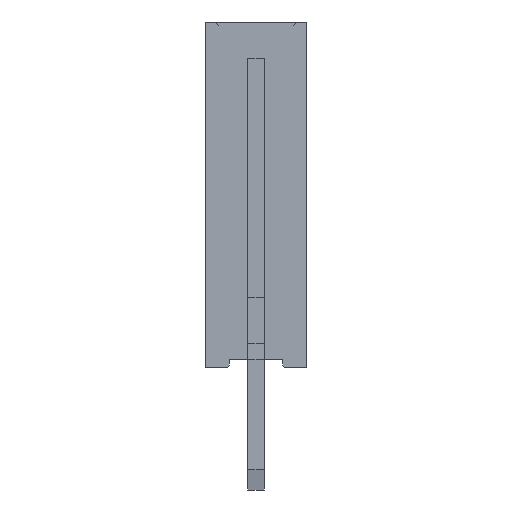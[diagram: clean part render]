
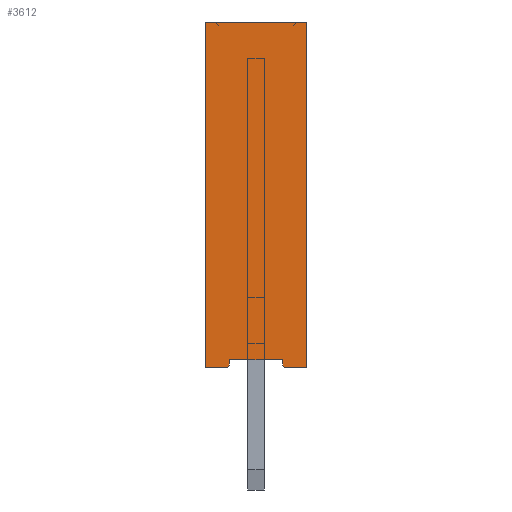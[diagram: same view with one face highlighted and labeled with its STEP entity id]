
A CAD part, front view. The second image highlights one B-rep face of the part: STEP entity #3612.
In plain terms, the highlighted planar face has unit normal (0, -1, 0).
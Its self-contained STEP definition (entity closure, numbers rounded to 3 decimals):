
#1064 = VERTEX_POINT('',#1065);
#1065 = CARTESIAN_POINT('',(-1.25,-85.09,0.));
#1071 = EDGE_CURVE('',#1072,#1064,#1074,.T.);
#1072 = VERTEX_POINT('',#1073);
#1073 = CARTESIAN_POINT('',(-0.75,-85.09,0.));
#1074 = LINE('',#1075,#1076);
#1075 = CARTESIAN_POINT('',(1.25,-85.09,0.));
#1076 = VECTOR('',#1077,1.);
#1077 = DIRECTION('',(-1.,0.,0.));
#1095 = EDGE_CURVE('',#1096,#1072,#1098,.T.);
#1096 = VERTEX_POINT('',#1097);
#1097 = CARTESIAN_POINT('',(-0.65,-85.09,0.1));
#1098 = CIRCLE('',#1099,0.1);
#1099 = AXIS2_PLACEMENT_3D('',#1100,#1101,#1102);
#1100 = CARTESIAN_POINT('',(-0.75,-85.09,0.1));
#1101 = DIRECTION('',(-0.,1.,0.));
#1102 = DIRECTION('',(1.,0.,0.));
#1120 = VERTEX_POINT('',#1121);
#1121 = CARTESIAN_POINT('',(-0.65,-85.09,0.2));
#1127 = EDGE_CURVE('',#1096,#1120,#1128,.T.);
#1128 = LINE('',#1129,#1130);
#1129 = CARTESIAN_POINT('',(-0.65,-85.09,0.1));
#1130 = VECTOR('',#1131,1.);
#1131 = DIRECTION('',(0.,0.,1.));
#1144 = VERTEX_POINT('',#1145);
#1145 = CARTESIAN_POINT('',(0.65,-85.09,0.2));
#1151 = EDGE_CURVE('',#1120,#1144,#1152,.T.);
#1152 = LINE('',#1153,#1154);
#1153 = CARTESIAN_POINT('',(0.95,-85.09,0.2));
#1154 = VECTOR('',#1155,1.);
#1155 = DIRECTION('',(1.,0.,0.));
#2324 = VERTEX_POINT('',#2325);
#2325 = CARTESIAN_POINT('',(0.65,-85.09,0.1));
#2331 = EDGE_CURVE('',#1144,#2324,#2332,.T.);
#2332 = LINE('',#2333,#2334);
#2333 = CARTESIAN_POINT('',(0.65,-85.09,0.05));
#2334 = VECTOR('',#2335,1.);
#2335 = DIRECTION('',(-0.,-0.,-1.));
#2348 = EDGE_CURVE('',#2349,#2324,#2351,.T.);
#2349 = VERTEX_POINT('',#2350);
#2350 = CARTESIAN_POINT('',(0.75,-85.09,0.));
#2351 = CIRCLE('',#2352,0.1);
#2352 = AXIS2_PLACEMENT_3D('',#2353,#2354,#2355);
#2353 = CARTESIAN_POINT('',(0.75,-85.09,0.1));
#2354 = DIRECTION('',(-0.,1.,0.));
#2355 = DIRECTION('',(1.,0.,0.));
#2373 = EDGE_CURVE('',#2374,#2349,#2376,.T.);
#2374 = VERTEX_POINT('',#2375);
#2375 = CARTESIAN_POINT('',(1.25,-85.09,0.));
#2376 = LINE('',#2377,#2378);
#2377 = CARTESIAN_POINT('',(1.25,-85.09,0.));
#2378 = VECTOR('',#2379,1.);
#2379 = DIRECTION('',(-1.,0.,0.));
#2397 = VERTEX_POINT('',#2398);
#2398 = CARTESIAN_POINT('',(1.25,-85.09,8.5));
#2404 = EDGE_CURVE('',#2374,#2397,#2405,.T.);
#2405 = LINE('',#2406,#2407);
#2406 = CARTESIAN_POINT('',(1.25,-85.09,0.));
#2407 = VECTOR('',#2408,1.);
#2408 = DIRECTION('',(0.,0.,1.));
#2421 = VERTEX_POINT('',#2422);
#2422 = CARTESIAN_POINT('',(-1.25,-85.09,8.5));
#2428 = EDGE_CURVE('',#2397,#2421,#2429,.T.);
#2429 = LINE('',#2430,#2431);
#2430 = CARTESIAN_POINT('',(1.25,-85.09,8.5));
#2431 = VECTOR('',#2432,1.);
#2432 = DIRECTION('',(-1.,0.,0.));
#3599 = EDGE_CURVE('',#1064,#2421,#3600,.T.);
#3600 = LINE('',#3601,#3602);
#3601 = CARTESIAN_POINT('',(-1.25,-85.09,0.));
#3602 = VECTOR('',#3603,1.);
#3603 = DIRECTION('',(0.,0.,1.));
#3612 = ADVANCED_FACE('',(#3613),#3625,.T.);
#3613 = FACE_BOUND('',#3614,.T.);
#3614 = EDGE_LOOP('',(#3615,#3616,#3617,#3618,#3619,#3620,#3621,#3622,
    #3623,#3624));
#3615 = ORIENTED_EDGE('',*,*,#2373,.F.);
#3616 = ORIENTED_EDGE('',*,*,#2404,.T.);
#3617 = ORIENTED_EDGE('',*,*,#2428,.T.);
#3618 = ORIENTED_EDGE('',*,*,#3599,.F.);
#3619 = ORIENTED_EDGE('',*,*,#1071,.F.);
#3620 = ORIENTED_EDGE('',*,*,#1095,.F.);
#3621 = ORIENTED_EDGE('',*,*,#1127,.T.);
#3622 = ORIENTED_EDGE('',*,*,#1151,.T.);
#3623 = ORIENTED_EDGE('',*,*,#2331,.T.);
#3624 = ORIENTED_EDGE('',*,*,#2348,.F.);
#3625 = PLANE('',#3626);
#3626 = AXIS2_PLACEMENT_3D('',#3627,#3628,#3629);
#3627 = CARTESIAN_POINT('',(1.25,-85.09,0.));
#3628 = DIRECTION('',(0.,-1.,0.));
#3629 = DIRECTION('',(-1.,0.,0.));
